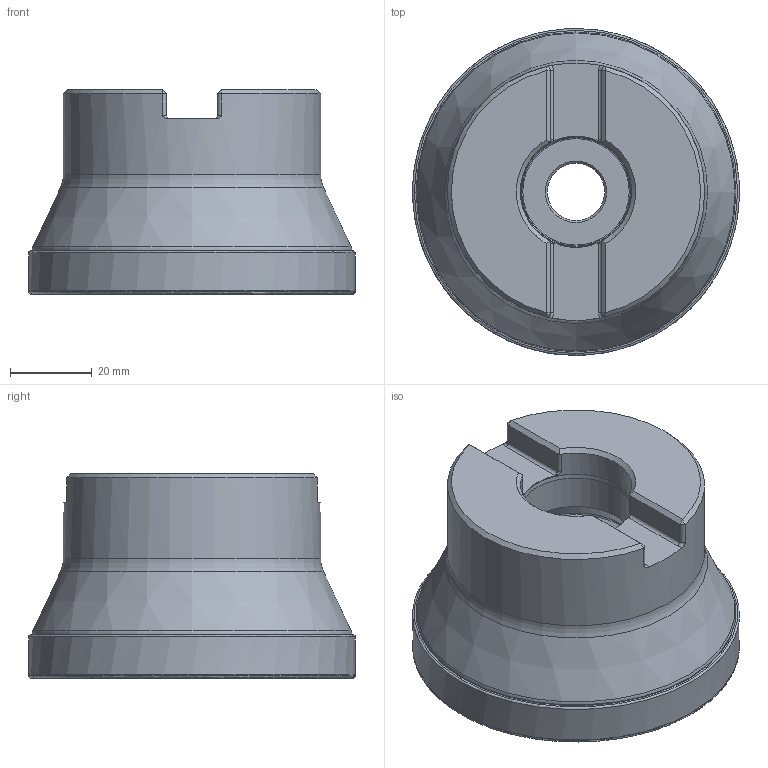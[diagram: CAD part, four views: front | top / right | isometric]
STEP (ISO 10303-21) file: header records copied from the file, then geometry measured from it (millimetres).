
FILE_DESCRIPTION(/* description */ (''),/* implementation_level */ '2;1');
FILE_NAME(/* name */ '80A10R_S90AD11E_C_3D(R08).stp',/* time_stamp */ '2016-06-28T10:19:30+02:00',/* author */ (''),/* organization */ (''),/* preprocessor_version */ 'ST-DEVELOPER v15',/* originating_system */ 'SIEMENS PLM Software NX 8.5',/* authorisation */ '');
FILE_SCHEMA (('AUTOMOTIVE_DESIGN { 1 0 10303 214 3 1 1 1 }'));
Length unit declared in the file: millimetre
Products named in the file (1): czsu14C0749Dgqtw
Bounding box: 79.88 x 79.88 x 50 mm (x, y, z)
Volume: 134491.2 mm3; surface area: 30005.2 mm2
Topology: 1 solids, 2 shells, 97 faces, 250 edges, 152 vertices
Faces by surface type: cylinder 24, revolution 22, cone 18, torus 18, plane 15
Full cylindrical faces by diameter (mm): 14 x1, 27.006 x1, 27.2 x1, 38.1 x1, 62.9 x1, 78.08 x1
Entity records: 2754 total; most frequent: CARTESIAN_POINT 749, DIRECTION 414, ORIENTED_EDGE 336, AXIS2_PLACEMENT_3D 173, EDGE_CURVE 168, EDGE_LOOP 148, VERTEX_POINT 122, FACE_BOUND 102
